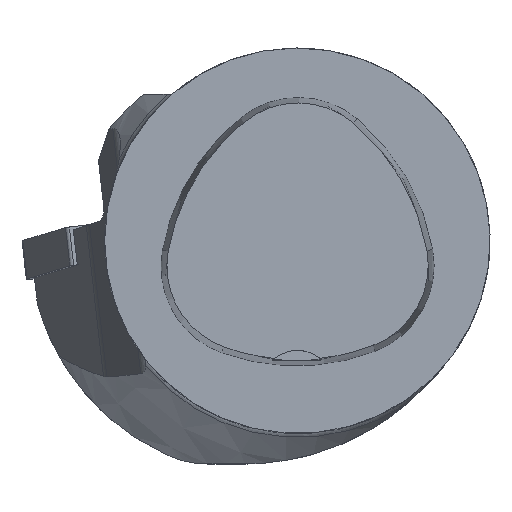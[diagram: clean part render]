
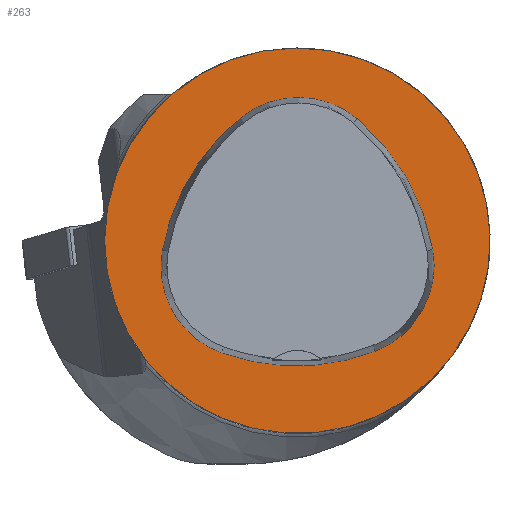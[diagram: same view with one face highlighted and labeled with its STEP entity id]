
A CAD part, top view. The second image highlights one B-rep face of the part: STEP entity #263.
In plain terms, the highlighted planar face has unit normal (0, 0, 1).
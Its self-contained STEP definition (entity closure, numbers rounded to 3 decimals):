
#128=PLANE('',#1530);
#263=ADVANCED_FACE('',(#321,#322),#128,.T.);
#321=FACE_BOUND('',#384,.T.);
#322=FACE_BOUND('',#385,.T.);
#384=EDGE_LOOP('',(#927,#928,#929,#930,#931,#932));
#385=EDGE_LOOP('',(#933));
#416=CIRCLE('',#1429,31.5);
#435=CIRCLE('',#1508,36.);
#437=CIRCLE('',#1511,15.);
#439=CIRCLE('',#1514,36.);
#441=CIRCLE('',#1517,15.);
#445=CIRCLE('',#1522,36.);
#447=CIRCLE('',#1525,15.);
#927=ORIENTED_EDGE('',*,*,#1291,.T.);
#928=ORIENTED_EDGE('',*,*,#1271,.T.);
#929=ORIENTED_EDGE('',*,*,#1275,.T.);
#930=ORIENTED_EDGE('',*,*,#1278,.T.);
#931=ORIENTED_EDGE('',*,*,#1281,.T.);
#932=ORIENTED_EDGE('',*,*,#1289,.T.);
#933=ORIENTED_EDGE('',*,*,#1163,.F.);
#1041=VERTEX_POINT('',#2040);
#1112=VERTEX_POINT('',#2341);
#1113=VERTEX_POINT('',#2342);
#1116=VERTEX_POINT('',#2350);
#1118=VERTEX_POINT('',#2356);
#1120=VERTEX_POINT('',#2362);
#1127=VERTEX_POINT('',#2383);
#1163=EDGE_CURVE('',#1041,#1041,#416,.T.);
#1271=EDGE_CURVE('',#1112,#1113,#435,.T.);
#1275=EDGE_CURVE('',#1113,#1116,#437,.T.);
#1278=EDGE_CURVE('',#1116,#1118,#439,.T.);
#1281=EDGE_CURVE('',#1118,#1120,#441,.T.);
#1289=EDGE_CURVE('',#1120,#1127,#445,.T.);
#1291=EDGE_CURVE('',#1127,#1112,#447,.T.);
#1429=AXIS2_PLACEMENT_3D('',#2039,#1604,#1605);
#1508=AXIS2_PLACEMENT_3D('',#2340,#1813,#1814);
#1511=AXIS2_PLACEMENT_3D('',#2349,#1821,#1822);
#1514=AXIS2_PLACEMENT_3D('',#2355,#1828,#1829);
#1517=AXIS2_PLACEMENT_3D('',#2361,#1835,#1836);
#1522=AXIS2_PLACEMENT_3D('',#2384,#1847,#1848);
#1525=AXIS2_PLACEMENT_3D('',#2387,#1853,#1854);
#1530=AXIS2_PLACEMENT_3D('',#2392,#1863,#1864);
#1604=DIRECTION('',(0.,0.,-1.));
#1605=DIRECTION('',(-1.,0.,0.));
#1813=DIRECTION('',(0.,0.,-1.));
#1814=DIRECTION('',(-1.,0.,0.));
#1821=DIRECTION('',(0.,0.,-1.));
#1822=DIRECTION('',(-1.,0.,0.));
#1828=DIRECTION('',(0.,0.,-1.));
#1829=DIRECTION('',(-1.,0.,0.));
#1835=DIRECTION('',(0.,0.,-1.));
#1836=DIRECTION('',(-1.,0.,0.));
#1847=DIRECTION('',(0.,0.,-1.));
#1848=DIRECTION('',(-1.,0.,0.));
#1853=DIRECTION('',(0.,0.,-1.));
#1854=DIRECTION('',(-1.,0.,0.));
#1863=DIRECTION('',(0.,0.,1.));
#1864=DIRECTION('',(1.,0.,0.));
#2039=CARTESIAN_POINT('',(0.,0.,0.));
#2040=CARTESIAN_POINT('',(-31.5,0.,0.));
#2340=CARTESIAN_POINT('',(13.398,-7.893,0.));
#2341=CARTESIAN_POINT('',(-22.041,-1.562,0.));
#2342=CARTESIAN_POINT('',(-9.317,20.036,0.));
#2349=CARTESIAN_POINT('',(0.148,8.399,0.));
#2350=CARTESIAN_POINT('',(9.779,19.898,0.));
#2355=CARTESIAN_POINT('',(-13.337,-7.7,0.));
#2356=CARTESIAN_POINT('',(22.122,-1.48,0.));
#2361=CARTESIAN_POINT('',(7.347,-4.071,0.));
#2362=CARTESIAN_POINT('',(12.693,-18.087,0.));
#2383=CARTESIAN_POINT('',(-12.373,-18.307,0.));
#2384=CARTESIAN_POINT('',(-0.137,15.55,0.));
#2387=CARTESIAN_POINT('',(-7.275,-4.2,0.));
#2392=CARTESIAN_POINT('',(0.,0.,0.));
